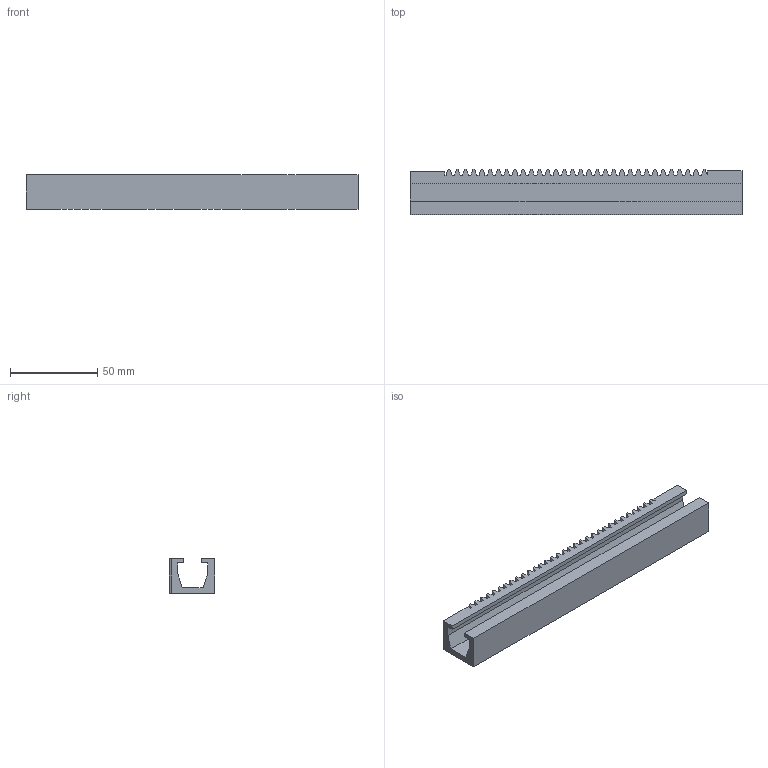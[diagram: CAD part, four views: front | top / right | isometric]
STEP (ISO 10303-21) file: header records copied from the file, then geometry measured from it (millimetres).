
FILE_DESCRIPTION (( 'STEP AP203' ), '1' );
FILE_NAME ('Rail.STEP', '2025-09-10T11:35:41', ( '' ), ( '' ), 'SwSTEP 2.0', 'SolidWorks 2025', '' );
FILE_SCHEMA (( 'CONFIG_CONTROL_DESIGN' ));
Length unit declared in the file: millimetre
Products named in the file (1): Rail
Bounding box: 190 x 25.79 x 20 mm (x, y, z)
Volume: 44567 mm3; surface area: 28630.3 mm2
Topology: 1 solids, 1 shells, 147 faces, 435 edges, 290 vertices
Faces by surface type: plane 147
Entity records: 4886 total; most frequent: CARTESIAN_POINT 873, ORIENTED_EDGE 870, DIRECTION 731, LINE 435, EDGE_CURVE 435, VECTOR 435, VERTEX_POINT 290, AXIS2_PLACEMENT_3D 148
